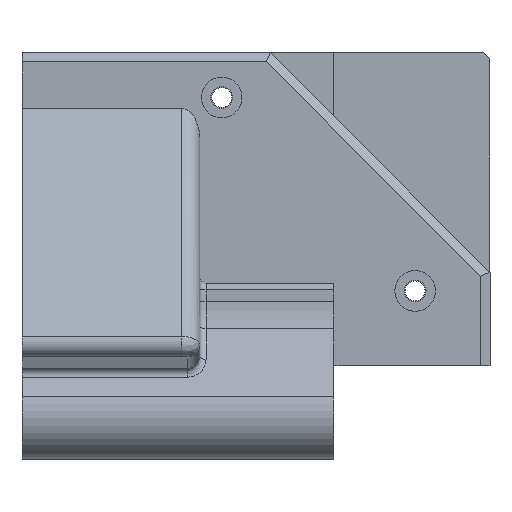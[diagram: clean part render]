
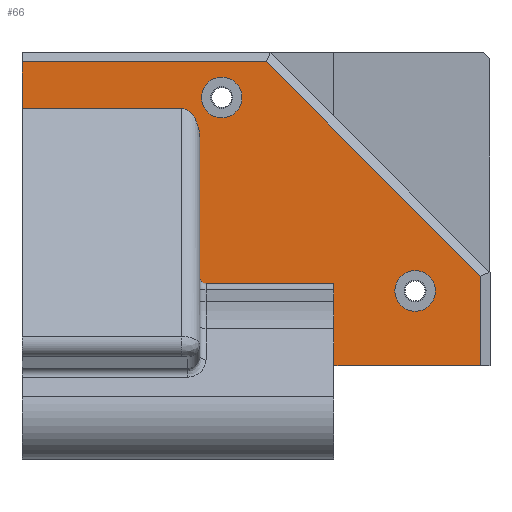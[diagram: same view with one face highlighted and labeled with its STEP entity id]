
A CAD part, left-side view. The second image highlights one B-rep face of the part: STEP entity #66.
In plain terms, the highlighted planar face has unit normal (-1, 0, 0).
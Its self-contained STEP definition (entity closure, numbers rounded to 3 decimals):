
#66=ADVANCED_FACE('',(#795,#797,#799),#801,.T.);
#795=FACE_BOUND('',#796,.T.);
#796=EDGE_LOOP('',(#1526,#1527,#1528,#1529,#1530,#1531,#1532,#1533,#1534,#1535,#1536));
#797=FACE_BOUND('',#798,.T.);
#798=EDGE_LOOP('',(#1537));
#799=FACE_BOUND('',#800,.T.);
#800=EDGE_LOOP('',(#1538));
#801=PLANE('',#802);
#802=AXIS2_PLACEMENT_3D('',#803,#804,#805);
#803=CARTESIAN_POINT('',(-353.1,0.,0.));
#804=DIRECTION('',(-1.,-0.,0.));
#805=DIRECTION('',(0.,-1.,0.));
#1526=ORIENTED_EDGE('',*,*,#1920,.T.);
#1527=ORIENTED_EDGE('',*,*,#1921,.T.);
#1528=ORIENTED_EDGE('',*,*,#1922,.T.);
#1529=ORIENTED_EDGE('',*,*,#1923,.T.);
#1530=ORIENTED_EDGE('',*,*,#1924,.F.);
#1531=ORIENTED_EDGE('',*,*,#1925,.F.);
#1532=ORIENTED_EDGE('',*,*,#1926,.F.);
#1533=ORIENTED_EDGE('',*,*,#1927,.F.);
#1534=ORIENTED_EDGE('',*,*,#1928,.T.);
#1535=ORIENTED_EDGE('',*,*,#1929,.T.);
#1536=ORIENTED_EDGE('',*,*,#1930,.T.);
#1537=ORIENTED_EDGE('',*,*,#1931,.T.);
#1538=ORIENTED_EDGE('',*,*,#1932,.T.);
#1920=EDGE_CURVE('',#2121,#2122,#2123,.T.);
#1921=EDGE_CURVE('',#2122,#2124,#2125,.T.);
#1922=EDGE_CURVE('',#2124,#2126,#2127,.T.);
#1923=EDGE_CURVE('',#2126,#2128,#2129,.T.);
#1924=EDGE_CURVE('',#2130,#2128,#2131,.T.);
#1925=EDGE_CURVE('',#2132,#2130,#2133,.T.);
#1926=EDGE_CURVE('',#2134,#2132,#2135,.F.);
#1927=EDGE_CURVE('',#2136,#2134,#2137,.F.);
#1928=EDGE_CURVE('',#2136,#2138,#2139,.T.);
#1929=EDGE_CURVE('',#2138,#2140,#2141,.T.);
#1930=EDGE_CURVE('',#2140,#2121,#2142,.T.);
#1931=EDGE_CURVE('',#2143,#2143,#2144,.F.);
#1932=EDGE_CURVE('',#2145,#2145,#2146,.F.);
#2121=VERTEX_POINT('',#2459);
#2122=VERTEX_POINT('',#2460);
#2123=LINE('',#2461,#2462);
#2124=VERTEX_POINT('',#2464);
#2125=LINE('',#2465,#2466);
#2126=VERTEX_POINT('',#2468);
#2127=LINE('',#2469,#2470);
#2128=VERTEX_POINT('',#2472);
#2129=LINE('',#2473,#2474);
#2130=VERTEX_POINT('',#2476);
#2131=LINE('',#2477,#2478);
#2132=VERTEX_POINT('',#2480);
#2133=(BOUNDED_CURVE()B_SPLINE_CURVE(3,
(#2481,#2482,#2483,#2484),
.UNSPECIFIED.,.F.,.F.)B_SPLINE_CURVE_WITH_KNOTS((4,4),
(0.,1.),
.UNSPECIFIED.)CURVE()GEOMETRIC_REPRESENTATION_ITEM()RATIONAL_B_SPLINE_CURVE((1.,
0.805,0.805,1.))REPRESENTATION_ITEM(''));
#2134=VERTEX_POINT('',#2485);
#2135=LINE('',#2486,#2487);
#2136=VERTEX_POINT('',#2489);
#2137=CIRCLE('',#2490,1.);
#2138=VERTEX_POINT('',#2494);
#2139=LINE('',#2495,#2496);
#2140=VERTEX_POINT('',#2498);
#2141=LINE('',#2499,#2500);
#2142=LINE('',#2502,#2503);
#2143=VERTEX_POINT('',#2505);
#2144=CIRCLE('',#2506,3.25);
#2145=VERTEX_POINT('',#2510);
#2146=CIRCLE('',#2511,3.25);
#2459=CARTESIAN_POINT('',(-353.1,-294.504,0.));
#2460=CARTESIAN_POINT('',(-353.1,-294.504,14.379));
#2461=CARTESIAN_POINT('',(-353.1,-294.504,0.));
#2462=VECTOR('',#2463,1.);
#2463=DIRECTION('',(0.,0.,1.));
#2464=CARTESIAN_POINT('',(-353.1,-260.183,48.7));
#2465=CARTESIAN_POINT('',(-353.1,-294.504,14.379));
#2466=VECTOR('',#2467,1.);
#2467=DIRECTION('',(0.,0.707,0.707));
#2468=CARTESIAN_POINT('',(-353.1,-221.,48.7));
#2469=CARTESIAN_POINT('',(-353.1,-260.183,48.7));
#2470=VECTOR('',#2471,1.);
#2471=DIRECTION('',(0.,1.,0.));
#2472=CARTESIAN_POINT('',(-353.1,-221.,41.296));
#2473=CARTESIAN_POINT('',(-353.1,-221.,48.7));
#2474=VECTOR('',#2475,1.);
#2475=DIRECTION('',(0.,0.,-1.));
#2476=CARTESIAN_POINT('',(-353.1,-246.5,41.296));
#2477=CARTESIAN_POINT('',(-353.1,-246.5,41.296));
#2478=VECTOR('',#2479,1.);
#2479=DIRECTION('',(0.,1.,0.));
#2480=CARTESIAN_POINT('',(-353.1,-249.5,36.248));
#2481=CARTESIAN_POINT('',(-353.1,-249.5,36.248));
#2482=CARTESIAN_POINT('',(-353.1,-249.5,39.205));
#2483=CARTESIAN_POINT('',(-353.1,-248.257,41.296));
#2484=CARTESIAN_POINT('',(-353.1,-246.5,41.296));
#2485=CARTESIAN_POINT('',(-353.1,-249.5,14.2));
#2486=CARTESIAN_POINT('',(-353.1,-249.5,36.248));
#2487=VECTOR('',#2488,1.);
#2488=DIRECTION('',(0.,0.,-1.));
#2489=CARTESIAN_POINT('',(-353.1,-250.5,13.2));
#2490=AXIS2_PLACEMENT_3D('',#2491,#2492,#2493);
#2491=CARTESIAN_POINT('',(-353.1,-250.5,14.2));
#2492=DIRECTION('',(-1.,-0.,0.));
#2493=DIRECTION('',(0.,1.,0.));
#2494=CARTESIAN_POINT('',(-353.1,-271.,13.2));
#2495=CARTESIAN_POINT('',(-353.1,-250.5,13.2));
#2496=VECTOR('',#2497,1.);
#2497=DIRECTION('',(0.,-1.,0.));
#2498=CARTESIAN_POINT('',(-353.1,-271.,0.));
#2499=CARTESIAN_POINT('',(-353.1,-271.,13.2));
#2500=VECTOR('',#2501,1.);
#2501=DIRECTION('',(0.,0.,-1.));
#2502=CARTESIAN_POINT('',(-353.1,-271.,0.));
#2503=VECTOR('',#2504,1.);
#2504=DIRECTION('',(0.,-1.,0.));
#2505=CARTESIAN_POINT('',(-353.1,-284.002,8.749));
#2506=AXIS2_PLACEMENT_3D('',#2507,#2508,#2509);
#2507=CARTESIAN_POINT('',(-353.1,-284.002,11.999));
#2508=DIRECTION('',(-1.,-0.,0.));
#2509=DIRECTION('',(0.,0.,-1.));
#2510=CARTESIAN_POINT('',(-353.1,-253.006,39.749));
#2511=AXIS2_PLACEMENT_3D('',#2512,#2513,#2514);
#2512=CARTESIAN_POINT('',(-353.1,-253.006,42.999));
#2513=DIRECTION('',(-1.,-0.,0.));
#2514=DIRECTION('',(0.,0.,-1.));
